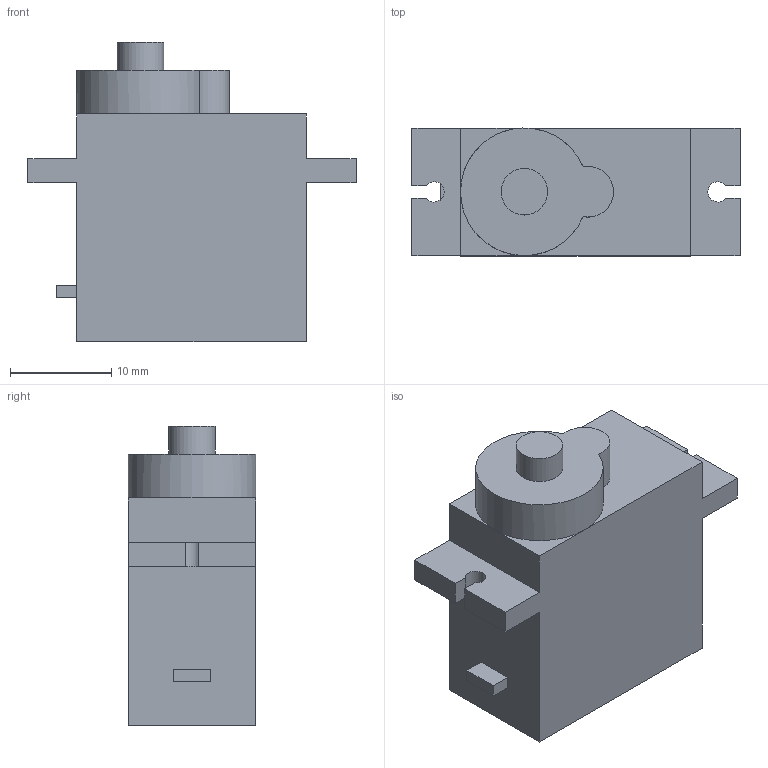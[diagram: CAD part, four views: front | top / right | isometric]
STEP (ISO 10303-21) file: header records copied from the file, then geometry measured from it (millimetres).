
FILE_DESCRIPTION(('FreeCAD Model'),'2;1');
FILE_NAME('TP_SG92R.step', '2014-11-24T18:52:12',('Author'),(''), 'Open CASCADE STEP processor 6.7','FreeCAD','Unknown');
FILE_SCHEMA(('AUTOMOTIVE_DESIGN_CC2 { 1 2 10303 214 -1 1 5 4 }'));
Length unit declared in the file: millimetre
Products named in the file (1): Pad002
Bounding box: 32.4 x 12.6 x 29.59 mm (x, y, z)
Volume: 7347.3 mm3; surface area: 2711.3 mm2
Topology: 1 solids, 1 shells, 34 faces, 87 edges, 57 vertices
Faces by surface type: plane 29, cylinder 5
Full cylindrical faces by diameter (mm): 4.6 x1
Entity records: 2398 total; most frequent: CARTESIAN_POINT 393, DIRECTION 324, LINE 219, VECTOR 219, ORIENTED_EDGE 174, PCURVE 174, DEFINITIONAL_REPRESENTATION 174, EDGE_CURVE 87
